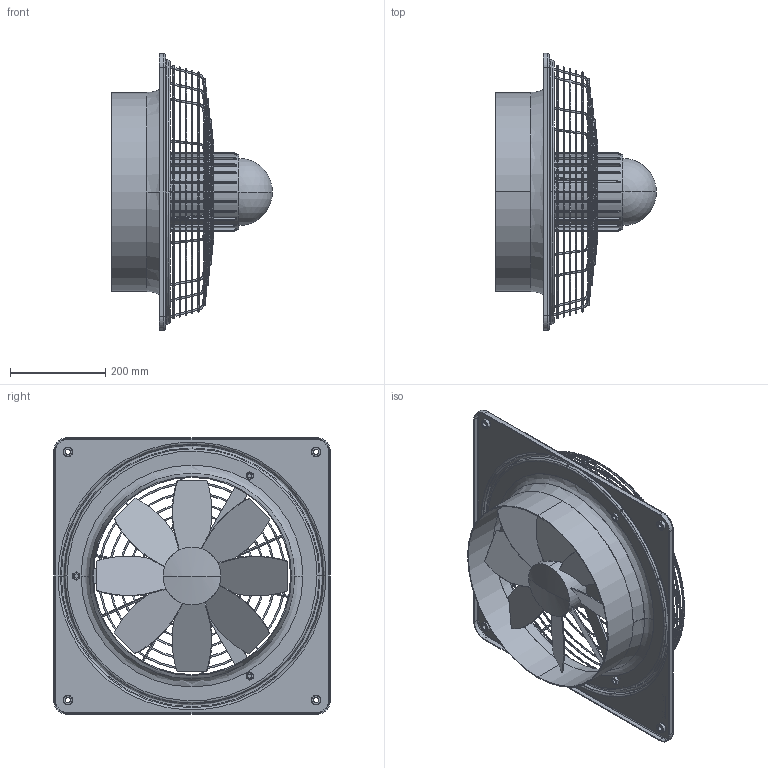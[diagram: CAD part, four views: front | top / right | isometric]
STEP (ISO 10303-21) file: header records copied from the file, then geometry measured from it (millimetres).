
FILE_DESCRIPTION (( 'STEP AP214' ), '1' );
FILE_NAME ('BG-0083-0061.STEP', '2015-01-24T16:54:17', ( '' ), ( '' ), 'SwSTEP 2.0', 'SolidWorks 2013', '' );
FILE_SCHEMA (( 'AUTOMOTIVE_DESIGN' ));
Length unit declared in the file: millimetre
Products named in the file (1): BG-0083-0061
Bounding box: 337 x 580 x 580 mm (x, y, z)
Volume: 5575824.8 mm3; surface area: 1371756.9 mm2
Topology: 1 solids, 1 shells, 534 faces, 1841 edges, 1182 vertices
Faces by surface type: plane 188, cylinder 140, bspline 122, torus 48, cone 30, sphere 6
Entity records: 35946 total; most frequent: CARTESIAN_POINT 17287, ORIENTED_EDGE 3674, DIRECTION 2537, EDGE_CURVE 1837, VERTEX_POINT 1182, AXIS2_PLACEMENT_3D 993, B_SPLINE_CURVE_WITH_KNOTS 673, EDGE_LOOP 665
